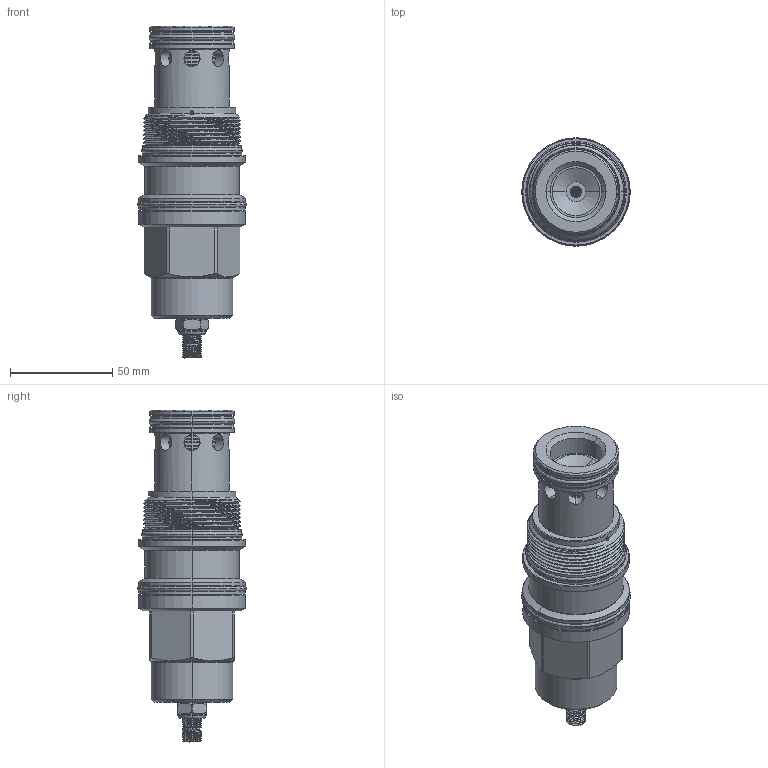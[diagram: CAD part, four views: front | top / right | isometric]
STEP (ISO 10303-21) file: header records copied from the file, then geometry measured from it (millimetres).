
FILE_DESCRIPTION (( 'STEP AP203' ), '1' );
FILE_NAME ('RV19A30-L-85.STEP', '2020-03-24T07:37:36', ( '' ), ( '' ), 'SwSTEP 2.0', 'SolidWorks 2018', '' );
FILE_SCHEMA (( 'CONFIG_CONTROL_DESIGN' ));
Length unit declared in the file: millimetre
Products named in the file (1): RV19A30-L-85
Bounding box: 53.11 x 53.11 x 162.47 mm (x, y, z)
Volume: 205042.6 mm3; surface area: 37354.6 mm2
Topology: 8 solids, 8 shells, 845 faces, 2369 edges, 1460 vertices
Faces by surface type: cylinder 643, plane 70, torus 68, cone 51, bspline 9, sphere 4
Entity records: 59956 total; most frequent: CARTESIAN_POINT 39242, ORIENTED_EDGE 4734, DIRECTION 3500, EDGE_CURVE 2367, VERTEX_POINT 1460, AXIS2_PLACEMENT_3D 1425, EDGE_LOOP 1255, B_SPLINE_CURVE_WITH_KNOTS 1054
